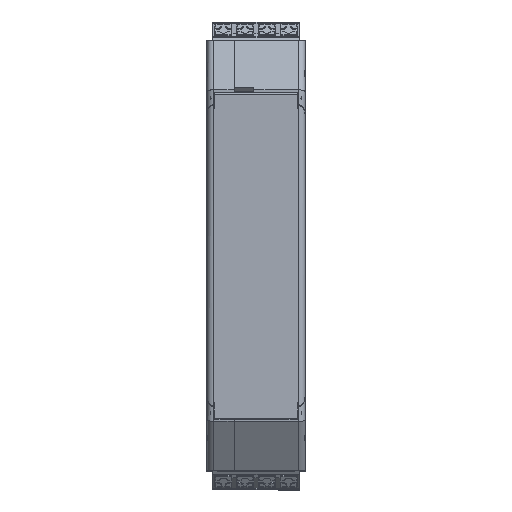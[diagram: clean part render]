
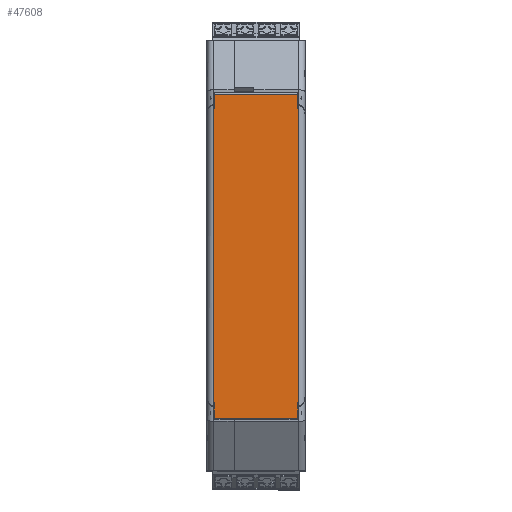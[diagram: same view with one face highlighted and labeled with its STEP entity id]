
A CAD part, top view. The second image highlights one B-rep face of the part: STEP entity #47608.
In plain terms, the highlighted face is planar.
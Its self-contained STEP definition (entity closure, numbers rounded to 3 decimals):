
#3722=VERTEX_POINT('',#67892);
#3723=VERTEX_POINT('',#67894);
#3741=VERTEX_POINT('',#67933);
#3747=VERTEX_POINT('',#67945);
#3754=VERTEX_POINT('',#67972);
#3756=VERTEX_POINT('',#67978);
#3762=VERTEX_POINT('',#67993);
#3763=VERTEX_POINT('',#67994);
#3764=VERTEX_POINT('',#67996);
#3765=VERTEX_POINT('',#67998);
#3766=VERTEX_POINT('',#68000);
#3767=VERTEX_POINT('',#68002);
#8924=VECTOR('',#55608,1.);
#8943=VECTOR('',#55640,1.);
#8954=VECTOR('',#55664,1.);
#8956=VECTOR('',#55670,1.);
#8961=VECTOR('',#55681,1.);
#8962=VECTOR('',#55682,1.);
#8963=VECTOR('',#55683,1.);
#8964=VECTOR('',#55684,1.);
#8965=VECTOR('',#55685,1.);
#8966=VECTOR('',#55686,1.);
#8967=VECTOR('',#55687,1.);
#8968=VECTOR('',#55688,1.);
#15061=LINE('',#67893,#8924);
#15080=LINE('',#67946,#8943);
#15091=LINE('',#67971,#8954);
#15093=LINE('',#67977,#8956);
#15098=LINE('',#67992,#8961);
#15099=LINE('',#67995,#8962);
#15100=LINE('',#67997,#8963);
#15101=LINE('',#67999,#8964);
#15102=LINE('',#68001,#8965);
#15103=LINE('',#68003,#8966);
#15104=LINE('',#68004,#8967);
#15105=LINE('',#68005,#8968);
#21450=EDGE_CURVE('',#3723,#3722,#15061,.T.);
#21475=EDGE_CURVE('',#3747,#3741,#15080,.T.);
#21489=EDGE_CURVE('',#3754,#3741,#15091,.T.);
#21492=EDGE_CURVE('',#3756,#3723,#15093,.T.);
#21499=EDGE_CURVE('',#3762,#3763,#15098,.T.);
#21500=EDGE_CURVE('',#3764,#3763,#15099,.T.);
#21501=EDGE_CURVE('',#3764,#3765,#15100,.T.);
#21502=EDGE_CURVE('',#3766,#3765,#15101,.T.);
#21503=EDGE_CURVE('',#3766,#3767,#15102,.T.);
#21504=EDGE_CURVE('',#3754,#3767,#15103,.T.);
#21505=EDGE_CURVE('',#3747,#3756,#15104,.T.);
#21506=EDGE_CURVE('',#3722,#3762,#15105,.T.);
#30861=ORIENTED_EDGE('',*,*,#21499,.T.);
#30862=ORIENTED_EDGE('',*,*,#21500,.F.);
#30863=ORIENTED_EDGE('',*,*,#21501,.T.);
#30864=ORIENTED_EDGE('',*,*,#21502,.F.);
#30865=ORIENTED_EDGE('',*,*,#21503,.T.);
#30866=ORIENTED_EDGE('',*,*,#21504,.F.);
#30867=ORIENTED_EDGE('',*,*,#21489,.T.);
#30868=ORIENTED_EDGE('',*,*,#21475,.F.);
#30869=ORIENTED_EDGE('',*,*,#21505,.T.);
#30870=ORIENTED_EDGE('',*,*,#21492,.T.);
#30871=ORIENTED_EDGE('',*,*,#21450,.T.);
#30872=ORIENTED_EDGE('',*,*,#21506,.T.);
#42002=EDGE_LOOP('',(#30861,#30862,#30863,#30864,#30865,#30866,#30867,#30868,
#30869,#30870,#30871,#30872));
#44816=FACE_BOUND('',#42002,.T.);
#47608=ADVANCED_FACE('',(#44816),#79338,.T.);
#50332=AXIS2_PLACEMENT_3D('',#67991,#55680,$);
#55608=DIRECTION('',(0.,0.,-1.));
#55640=DIRECTION('',(-1.,0.,0.));
#55664=DIRECTION('',(0.,0.,1.));
#55670=DIRECTION('',(1.,0.,0.));
#55680=DIRECTION('',(0.,1.,0.));
#55681=DIRECTION('',(0.,0.,-1.));
#55682=DIRECTION('',(1.,0.,0.));
#55683=DIRECTION('',(0.,0.,-1.));
#55684=DIRECTION('',(1.,0.,0.));
#55685=DIRECTION('',(0.,0.,1.));
#55686=DIRECTION('',(1.,0.,0.));
#55687=DIRECTION('',(0.,0.,1.));
#55688=DIRECTION('',(1.,0.,0.));
#67892=CARTESIAN_POINT('',(34.6,114.5,7.15));
#67893=CARTESIAN_POINT('',(34.6,114.5,8.8));
#67894=CARTESIAN_POINT('',(34.6,114.5,7.3));
#67933=CARTESIAN_POINT('',(-37.2,114.5,7.15));
#67945=CARTESIAN_POINT('',(-34.6,114.5,7.15));
#67946=CARTESIAN_POINT('',(-32.78,114.5,7.15));
#67971=CARTESIAN_POINT('',(-37.2,114.5,-7.25));
#67972=CARTESIAN_POINT('',(-37.2,114.5,-12.15));
#67977=CARTESIAN_POINT('',(-32.78,114.5,7.3));
#67978=CARTESIAN_POINT('',(-34.6,114.5,7.3));
#67991=CARTESIAN_POINT('',(-37.2,114.5,-10.772));
#67992=CARTESIAN_POINT('',(37.5,114.5,8.8));
#67993=CARTESIAN_POINT('',(37.5,114.5,7.15));
#67994=CARTESIAN_POINT('',(37.5,114.5,-12.15));
#67995=CARTESIAN_POINT('',(-32.78,114.5,-12.15));
#67996=CARTESIAN_POINT('',(34.6,114.5,-12.15));
#67997=CARTESIAN_POINT('',(34.6,114.5,8.8));
#67998=CARTESIAN_POINT('',(34.6,114.5,-12.3));
#67999=CARTESIAN_POINT('',(-32.78,114.5,-12.3));
#68000=CARTESIAN_POINT('',(-34.6,114.5,-12.3));
#68001=CARTESIAN_POINT('',(-34.6,114.5,8.8));
#68002=CARTESIAN_POINT('',(-34.6,114.5,-12.15));
#68003=CARTESIAN_POINT('',(-32.78,114.5,-12.15));
#68004=CARTESIAN_POINT('',(-34.6,114.5,8.8));
#68005=CARTESIAN_POINT('',(-32.78,114.5,7.15));
#79338=PLANE('',#50332);
